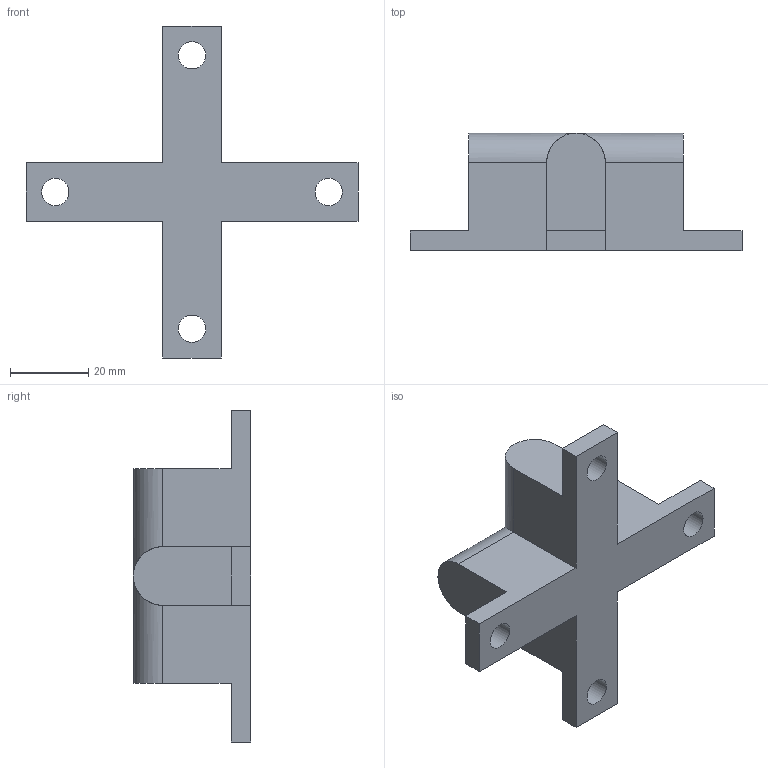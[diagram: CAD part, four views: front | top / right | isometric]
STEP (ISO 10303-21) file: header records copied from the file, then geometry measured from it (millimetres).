
FILE_DESCRIPTION(/* description */ (''),/* implementation_level */ '2;1');
FILE_NAME(/* name */ 'ZentralPos v2.step',/* time_stamp */ '2021-11-18T12:02:24+01:00',/* author */ (''),/* organization */ (''),/* preprocessor_version */ 'ST-DEVELOPER v18.1',/* originating_system */ 'Autodesk Translation Framework v10.10.0.1391',/* authorisation */ '');
FILE_SCHEMA (('AUTOMOTIVE_DESIGN { 1 0 10303 214 3 1 1 }'));
Length unit declared in the file: millimetre
Products named in the file (1): ZentralPos
Bounding box: 85 x 30 x 85 mm (x, y, z)
Volume: 44387.1 mm3; surface area: 11402.2 mm2
Topology: 1 solids, 1 shells, 29 faces, 76 edges, 49 vertices
Faces by surface type: plane 21, cylinder 8
Full cylindrical faces by diameter (mm): 7 x4
Entity records: 935 total; most frequent: CARTESIAN_POINT 155, ORIENTED_EDGE 152, DIRECTION 152, EDGE_CURVE 76, LINE 60, VECTOR 60, VERTEX_POINT 49, AXIS2_PLACEMENT_3D 46
